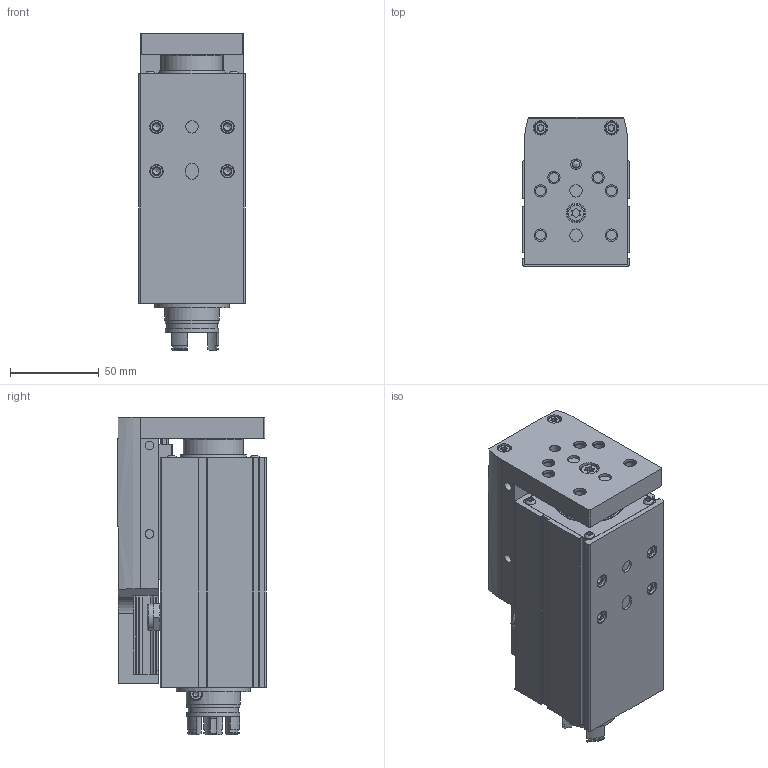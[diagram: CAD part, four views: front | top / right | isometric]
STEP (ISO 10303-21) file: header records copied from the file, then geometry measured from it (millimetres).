
FILE_DESCRIPTION( ( 'STEP AP214' ), '1' );
FILE_NAME( '8048362_EGSC-BS-KF-60-50-12P.stp', '2019-08-20T06:45:34', ( '' ), ( '' ), ' ', 'PARTsolutions', ' ' );
FILE_SCHEMA( ( 'AUTOMOTIVE_DESIGN { 1 0 10303 214 1 1 1 1 }' ) );
Length unit declared in the file: millimetre
Products named in the file (7): 8048362 EGSC-BS-KF-60-50-12P---(0); HI_4795952 EGSC-BS-KF-60---(50_P); _1206623 AMTE-M-H-G14; HI_8048367 EGSC-BS-KF-60---(S_50); _4827308 EAMC-30-GS16-D10x10-A(egsc); HI_ISO 14580 M5x12; _DIN-912 - M4x12(F)
Assembly tree (6 placements, depth 2):
  8048362 EGSC-BS-KF-60-50-12P---(0)
    HI_4795952 EGSC-BS-KF-60---(50_P)
    _1206623 AMTE-M-H-G14
    HI_8048367 EGSC-BS-KF-60---(S_50)
    _4827308 EAMC-30-GS16-D10x10-A(egsc)
    HI_ISO 14580 M5x12
    _DIN-912 - M4x12(F)
Bounding box: 60 x 84 x 179.3 mm (x, y, z)
Volume: 665261.7 mm3; surface area: 131760 mm2
Topology: 6 solids, 6 shells, 595 faces, 1487 edges, 957 vertices
Faces by surface type: plane 251, cylinder 241, cone 86, torus 12, sphere 5
Full cylindrical faces by diameter (mm): 2.459 x6, 3 x4, 3.242 x5, 4 x2, 4.134 x11, 4.51 x1, 5 x5, 5.5 x6, 5.7 x4, 6 x1, 7 x18, 7.4 x1, 8 x2, 8.5 x2, 9 x1, 10 x8, 11 x2, 11.445 x1, 13.157 x1, 14.7 x1, 17 x2, 29 x1, 32 x1, 34 x2, 39.98 x1, 40.3 x1, 42 x1, 42.2 x1
Entity records: 22220 total; most frequent: CARTESIAN_POINT 3628, DIRECTION 2950, ORIENTED_EDGE 2566, EDGE_CURVE 1283, AXIS2_PLACEMENT_3D 1179, VERTEX_POINT 931, EDGE_LOOP 852, FACE_OUTER_BOUND 699
